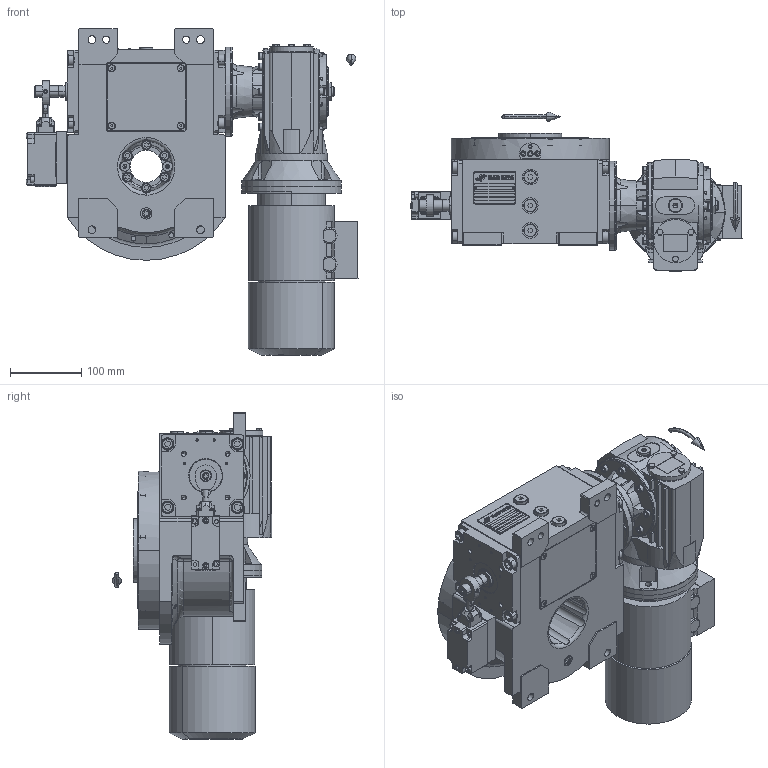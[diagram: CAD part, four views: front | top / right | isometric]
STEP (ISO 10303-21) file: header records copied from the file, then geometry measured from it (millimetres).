
FILE_DESCRIPTION (( 'STEP AP203' ), '1' );
FILE_NAME ('PC5201955.step', '2026-03-20T12:26:45', ( '' ), ( '' ), 'SwSTEP 2.0', 'SolidWorks 2020', '' );
FILE_SCHEMA (( 'CONFIG_CONTROL_DESIGN' ));
Length unit declared in the file: millimetre
Products named in the file (91): AS_rig06_071_10_m; AS_rig06_004_s_001; cfn2151_01_290; cfn2107_01_001; cfn2400_01_001; cfn2070_05_005; AS_cfn2000_01_168; cfn2000_01_168; CFN2000_01_185.stp; CFN2203_02_001.stp; cfn2000_01_103; BM63B5; cfn2000_01_126; cfn2003_01_054; cfn2128_04_004; rig06_007_master; cfn2155_01_056; AS_cfn2476_01_002_60x46; rig06_004_s_001; CFN2356_03_047.stp; cfn2104_01_016; cfn2128_19_002; rig06_001_a; cfn2000_01_124; rig06_071_10_m_asm.stp; 9004_1704; olio_agip_blasia_150; CFN2010_01_012.stp; freccia_angolare_albero; cfn2476_01_002_60x46; CFN2223_01-570X6-B.stp; cfn2115_02_165; 900_38_30_003; AS_900_38_10_49_4; RIG06_005_ASM.stp; rig06_002_bl_001; cfn2155_01_303; cfn2205_01_013; AS_900_38_11_34_4; AS_900_38_30_003 ...
Assembly tree (87 placements, depth 5):
  cfn2151_01_290
  CFN2203_02_001.stp
  rig06_007_master
  CFN2356_03_047.stp
  olio_agip_blasia_150
Bounding box: 466.4 x 224.5 x 457.99 mm (x, y, z)
Volume: 7248026.7 mm3; surface area: 1209217.2 mm2
Topology: 74 solids, 82 shells, 3628 faces, 9118 edges, 5819 vertices
Faces by surface type: plane 1672, cylinder 1173, cone 607, torus 164, bspline 6, sphere 6
Entity records: 123018 total; most frequent: CARTESIAN_POINT 30232, DIRECTION 17635, ORIENTED_EDGE 17060, EDGE_CURVE 8530, AXIS2_PLACEMENT_3D 6409, VERTEX_POINT 5522, LINE 4817, VECTOR 4817
